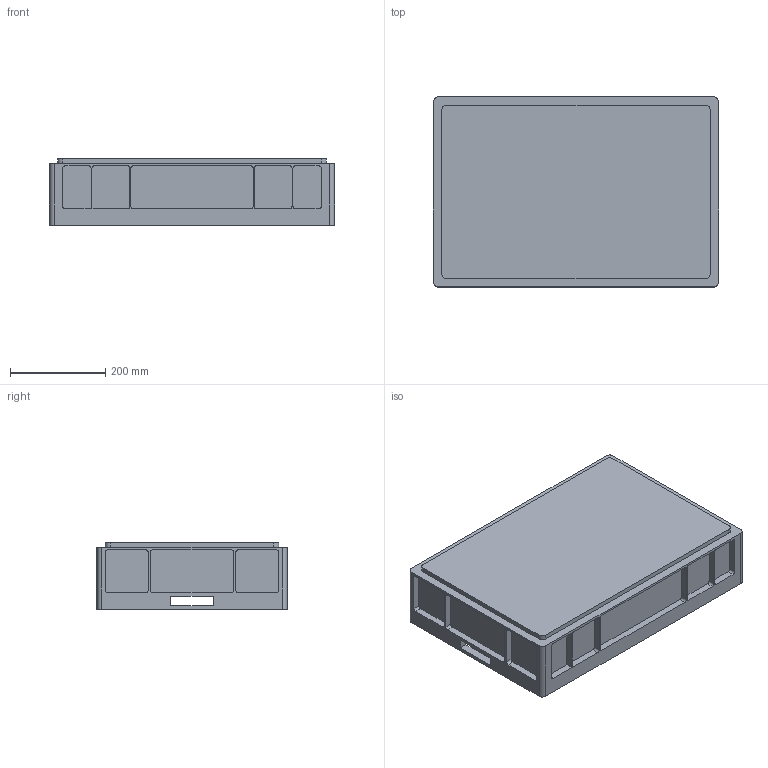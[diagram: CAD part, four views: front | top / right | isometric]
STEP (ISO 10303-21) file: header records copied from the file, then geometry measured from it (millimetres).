
FILE_DESCRIPTION(/* description */ ('STEP AP242','CAx-IF Rec.Pracs.---Representation and Presentation of Product Manufacturing Information (PMI)---4.0---2014-10-13','CAx-IF Rec.Pracs.---3D Tessellated Geometry---0.4---2014-09-14','2;1'),/* implementation_level */ '2;1');
FILE_NAME(/* name */ '61c3c55f5d53183544584f3a',/* time_stamp */ '2021-12-23T00:39:59+00:00',/* author */ (''),/* organization */ (''),/* preprocessor_version */ 'ST-DEVELOPER v18.101',/* originating_system */ ' ',/* authorisation */ ' ');
FILE_SCHEMA (('AP242_MANAGED_MODEL_BASED_3D_ENGINEERING_MIM_LF { 1 0 10303 442 1 1 4 }'));
Length unit declared in the file: metre
Products named in the file (1): Part 1
Bounding box: 600 x 400 x 140 mm (x, y, z)
Volume: 5096385 mm3; surface area: 1078507.7 mm2
Topology: 1 solids, 1 shells, 176 faces, 468 edges, 312 vertices
Faces by surface type: plane 104, cylinder 72
Entity records: 5526 total; most frequent: DIRECTION 966, CARTESIAN_POINT 957, ORIENTED_EDGE 936, EDGE_CURVE 468, LINE 324, VECTOR 324, AXIS2_PLACEMENT_3D 321, VERTEX_POINT 312
